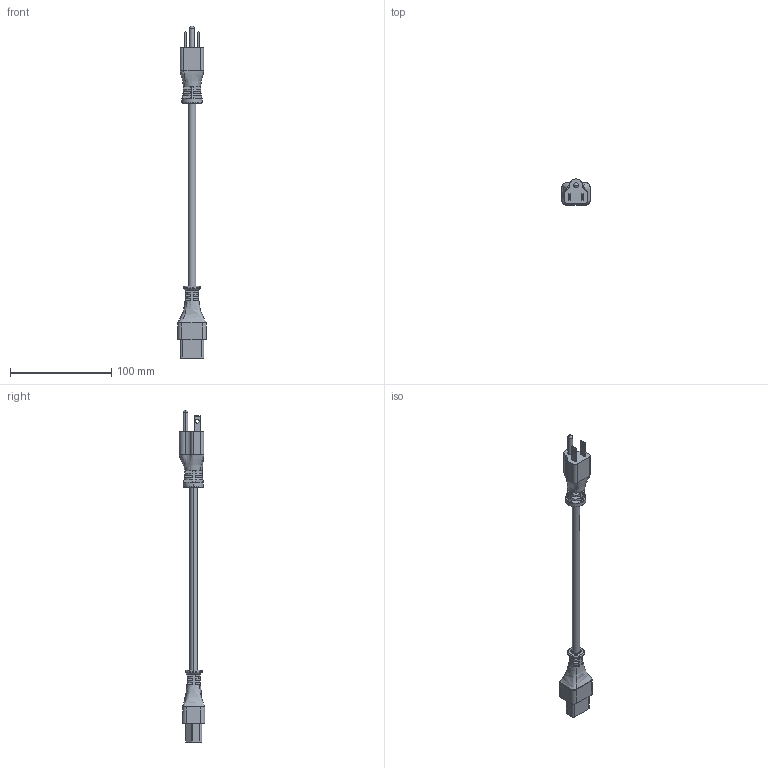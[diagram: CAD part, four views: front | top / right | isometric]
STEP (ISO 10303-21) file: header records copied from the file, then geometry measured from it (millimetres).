
FILE_DESCRIPTION (( 'STEP AP214' ), '1' );
FILE_NAME ('LCPWR14Z.STEP', '2017-06-13T13:22:34', ( 'L-Com' ), ( 'L-Com Global Connectivity' ), 'SwSTEP 2.0', 'SolidWorks 2014', '' );
FILE_SCHEMA (( 'AUTOMOTIVE_DESIGN' ));
Length unit declared in the file: inch
Products named in the file (4): LCPWR14Z-EN60320-C13; LCPWR14Z-NEMA; SJT-18AWGx3 60C; LCPWR14Z
Assembly tree (3 placements, depth 2):
  LCPWR14Z
    SJT-18AWGx3 60C
    LCPWR14Z-NEMA
    LCPWR14Z-EN60320-C13
Bounding box: 28 x 25.3 x 327.69 mm (x, y, z)
Volume: 49423.3 mm3; surface area: 17727.9 mm2
Topology: 3 solids, 3 shells, 210 faces, 525 edges, 340 vertices
Faces by surface type: plane 151, cylinder 33, bspline 16, torus 6, sphere 2, cone 2
Entity records: 10015 total; most frequent: CARTESIAN_POINT 4549, ORIENTED_EDGE 1042, DIRECTION 853, EDGE_CURVE 521, VERTEX_POINT 338, AXIS2_PLACEMENT_3D 293, LINE 267, VECTOR 267
